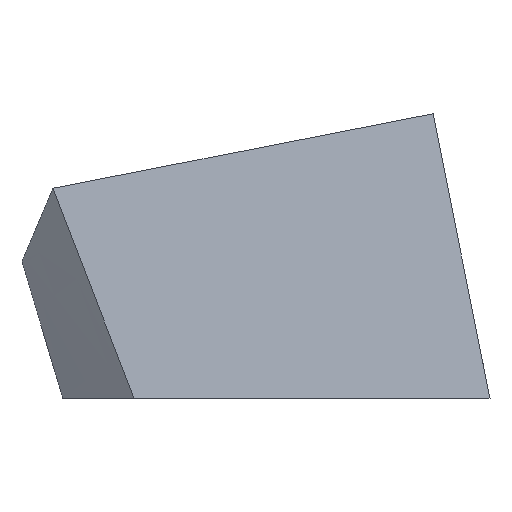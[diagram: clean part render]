
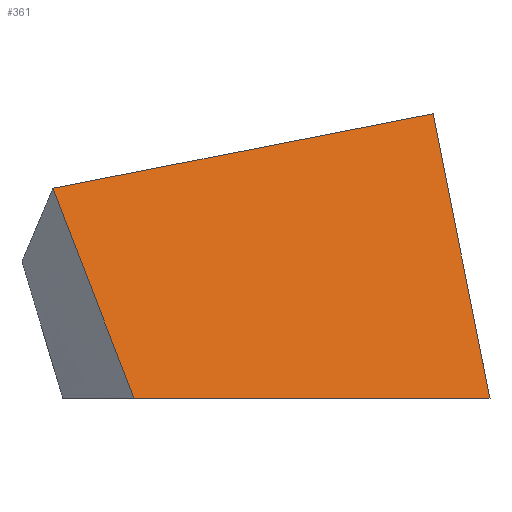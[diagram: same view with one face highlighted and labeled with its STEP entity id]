
A CAD part, left-side view. The second image highlights one B-rep face of the part: STEP entity #361.
In plain terms, the highlighted free-form (B-spline) face has degree [4, 5] with [5, 6] control points.
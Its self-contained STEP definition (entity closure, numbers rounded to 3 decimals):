
#67 = VERTEX_POINT('',#68);
#68 = CARTESIAN_POINT('',(0.12,1.228,0.59));
#101 = VERTEX_POINT('',#102);
#102 = CARTESIAN_POINT('',(0.16,0.16,0.8));
#108 = EDGE_CURVE('',#101,#67,#109,.T.);
#109 = LINE('',#110,#111);
#110 = CARTESIAN_POINT('',(0.16,0.16,0.8));
#111 = VECTOR('',#112,1.);
#112 = DIRECTION('',(-0.037,0.981,-0.193)
  );
#227 = VERTEX_POINT('',#228);
#228 = CARTESIAN_POINT('',(0.,1.,0.));
#236 = EDGE_CURVE('',#67,#227,#237,.T.);
#237 = LINE('',#238,#239);
#238 = CARTESIAN_POINT('',(0.,1.,0.));
#239 = VECTOR('',#240,1.);
#240 = DIRECTION('',(-0.186,-0.354,-0.916));
#284 = VERTEX_POINT('',#285);
#285 = CARTESIAN_POINT('',(0.,0.,0.));
#291 = EDGE_CURVE('',#284,#101,#292,.T.);
#292 = LINE('',#293,#294);
#293 = CARTESIAN_POINT('',(0.,0.,0.));
#294 = VECTOR('',#295,1.);
#295 = DIRECTION('',(0.192,0.192,0.962));
#361 = ADVANCED_FACE('',(#362),#373,.F.);
#362 = FACE_BOUND('',#363,.T.);
#363 = EDGE_LOOP('',(#364,#370,#371,#372));
#364 = ORIENTED_EDGE('',*,*,#365,.F.);
#365 = EDGE_CURVE('',#284,#227,#366,.T.);
#366 = LINE('',#367,#368);
#367 = CARTESIAN_POINT('',(0.,0.,0.));
#368 = VECTOR('',#369,1.);
#369 = DIRECTION('',(0.,1.,0.));
#370 = ORIENTED_EDGE('',*,*,#291,.T.);
#371 = ORIENTED_EDGE('',*,*,#108,.T.);
#372 = ORIENTED_EDGE('',*,*,#236,.T.);
#373 = B_SPLINE_SURFACE_WITH_KNOTS('',4,5,(
    (#374,#375,#376,#377,#378,#379)
    ,(#380,#381,#382,#383,#384,#385)
    ,(#386,#387,#388,#389,#390,#391)
    ,(#392,#393,#394,#395,#396,#397)
    ,(#398,#399,#400,#401,#402,#403
    )),.UNSPECIFIED.,.F.,.F.,.F.,(5,5),(6,6),(-0.673,
    0.705),(-0.409,0.528),
  .PIECEWISE_BEZIER_KNOTS.);
#374 = CARTESIAN_POINT('',(-0.016,-0.058,
    -0.081));
#375 = CARTESIAN_POINT('',(0.021,-0.066,
    0.103));
#376 = CARTESIAN_POINT('',(0.057,-0.074,
    0.286));
#377 = CARTESIAN_POINT('',(0.094,-0.082,
    0.469));
#378 = CARTESIAN_POINT('',(0.13,-0.09,
    0.653));
#379 = CARTESIAN_POINT('',(0.167,-0.098,
    0.836));
#380 = CARTESIAN_POINT('',(-0.013,0.286,
    -0.066));
#381 = CARTESIAN_POINT('',(0.024,0.278,
    0.117));
#382 = CARTESIAN_POINT('',(0.06,0.27,
    0.3));
#383 = CARTESIAN_POINT('',(0.097,0.262,
    0.484));
#384 = CARTESIAN_POINT('',(0.134,0.254,0.667)
  );
#385 = CARTESIAN_POINT('',(0.17,0.246,0.851));
#386 = CARTESIAN_POINT('',(-0.01,0.631,
    -0.052));
#387 = CARTESIAN_POINT('',(0.027,0.623,
    0.131));
#388 = CARTESIAN_POINT('',(0.063,0.615,
    0.315));
#389 = CARTESIAN_POINT('',(0.1,0.607,0.498)
  );
#390 = CARTESIAN_POINT('',(0.137,0.599,0.682)
  );
#391 = CARTESIAN_POINT('',(0.174,0.591,0.865)
  );
#392 = CARTESIAN_POINT('',(-0.008,0.975,
    -0.037));
#393 = CARTESIAN_POINT('',(0.03,0.967,
    0.146));
#394 = CARTESIAN_POINT('',(0.067,0.959,
    0.329));
#395 = CARTESIAN_POINT('',(0.104,0.951,0.513)
  );
#396 = CARTESIAN_POINT('',(0.141,0.943,0.696)
  );
#397 = CARTESIAN_POINT('',(0.178,0.935,0.879));
#398 = CARTESIAN_POINT('',(-0.005,1.319,
    -0.023));
#399 = CARTESIAN_POINT('',(0.033,1.311,
    0.16));
#400 = CARTESIAN_POINT('',(0.07,1.303,
    0.343));
#401 = CARTESIAN_POINT('',(0.107,1.295,0.527)
  );
#402 = CARTESIAN_POINT('',(0.144,1.287,0.71)
  );
#403 = CARTESIAN_POINT('',(0.182,1.279,0.893)
  );
